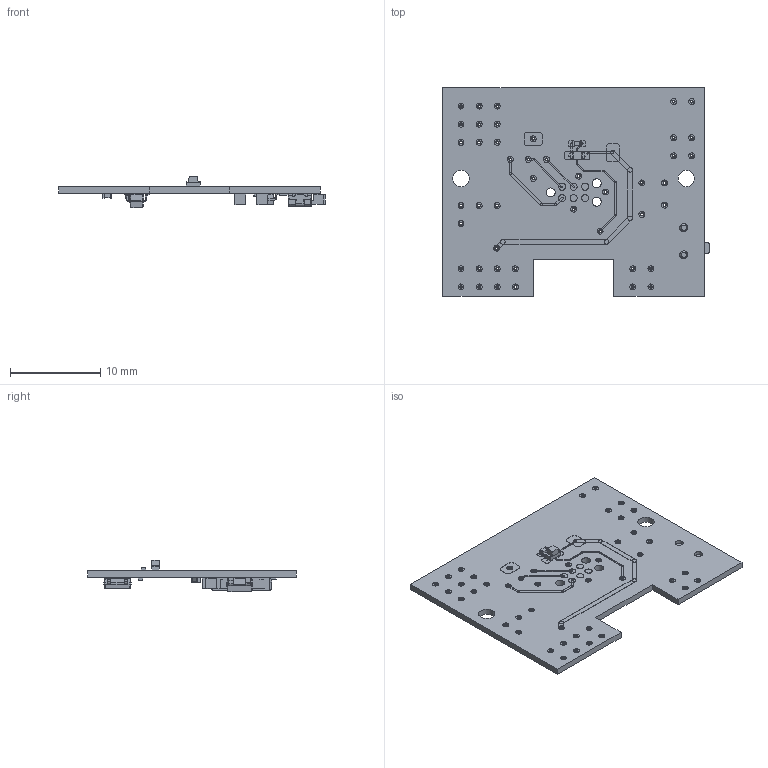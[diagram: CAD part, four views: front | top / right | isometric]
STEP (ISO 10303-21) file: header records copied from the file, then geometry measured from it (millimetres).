
FILE_DESCRIPTION(('KiCad electronic assembly'),'2;1');
FILE_NAME('CONN.step','2024-07-01T11:50:06',('Pcbnew'),('Kicad'), 'Open CASCADE STEP processor 7.7','KiCad to STEP converter','Unknown' );
FILE_SCHEMA(('AUTOMOTIVE_DESIGN { 1 0 10303 214 1 1 1 1 }'));
Length unit declared in the file: millimetre
Products named in the file (285): CONN 1; R_0402_1005Metric; LED_0603_1608Metric; CUS-12TB; C_0402_1005Metric; SOT-23; SOT_23; SOT-23-5; SOT_23_5; C_0805_2012Metric; V1_track_1; V1_track_2; V1_track_3; V1_track_4; V1_track_5; V1_track_6; V1_track_7; V1_track_8; V1_track_9; V1_track_10; V1_track_11; V1_track_12; V1_track_13; V1_track_14; V1_track_15; V1_track_16; V1_track_17; V1_track_18; V1_track_19; V1_track_20; V1_track_21; V1_track_22; V1_track_23; V1_track_24; V1_track_25; V1_track_26; V1_track_27; V1_track_28; V1_track_29; V1_track_30 ...
Assembly tree (288 placements, depth 3):
  CONN 1
    R_0402_1005Metric  x3
      R_0402_1005Metric
    LED_0603_1608Metric
      LED_0603_1608Metric
    CUS-12TB
      CUS-12TB
    C_0402_1005Metric  x2
      C_0402_1005Metric
    SOT-23
      SOT_23
    SOT-23-5
      SOT_23_5
    C_0805_2012Metric  x2
      C_0805_2012Metric
    V1_track_1
    V1_track_2
    V1_track_3
    V1_track_4
    V1_track_5
    V1_track_6
    V1_track_7
    V1_track_8
    V1_track_9
    V1_track_10
    V1_track_11
    V1_track_12
    V1_track_13
    V1_track_14
    V1_track_15
    V1_track_16
    V1_track_17
    V1_track_18
    V1_track_19
    V1_track_20
    V1_track_21
    V1_track_22
    V1_track_23
    V1_track_24
    V1_track_25
    V1_track_26
    V1_track_27
    V1_track_28
    V1_track_29
    V1_track_30
    V1_track_31
    V1_track_32
    V1_track_33
    V1_track_34
    V1_track_35
    V1_track_36
    V1_track_37
    V1_track_38
    V1_track_39
    V1_track_40
    V1_track_41
    V1_track_42
    V1_track_43
    V1_track_44
    V1_track_45
Bounding box: 29.43 x 23 x 3.45 mm (x, y, z)
Volume: 483 mm3; surface area: 1998.3 mm2
Topology: 274 solids, 274 shells, 2782 faces, 6507 edges, 4284 vertices
Faces by surface type: plane 2089, cylinder 633, bspline 56, cone 4
Full cylindrical faces by diameter (mm): 0.28 x142, 0.33 x90, 0.66 x90, 0.787 x6, 0.9 x2, 0.991 x3, 1.8 x2
Entity records: 85142 total; most frequent: CARTESIAN_POINT 13522, DIRECTION 13167, ORIENTED_EDGE 12454, EDGE_CURVE 6227, LINE 4973, VECTOR 4973, VERTEX_POINT 4100, AXIS2_PLACEMENT_3D 4097
